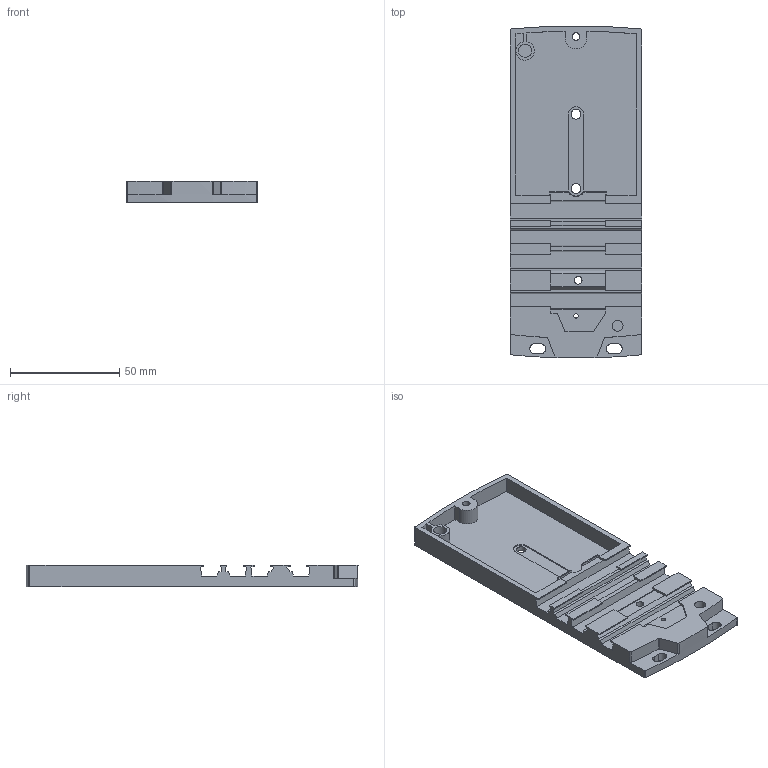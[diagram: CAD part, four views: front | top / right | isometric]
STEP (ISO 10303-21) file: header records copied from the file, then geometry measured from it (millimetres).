
FILE_DESCRIPTION(/* description */ ('Alibre Inc.'),/* implementation_level */ '2;1');
FILE_NAME(/* name */ 'export-7E7B7080-0FAC-4943-9D1B-BCBDC0AF8197',/* time_stamp */ '2019-07-01T10:08:36+02:00',/* author */ (''),/* organization */ (''),/* preprocessor_version */ 'ST-DEVELOPER v17',/* originating_system */ 'Alibre',/* authorisation */ '');
FILE_SCHEMA (('AUTOMOTIVE_DESIGN'));
Length unit declared in the file: centimetre
Bounding box: 60 x 151.82 x 10 mm (x, y, z)
Volume: 47058.1 mm3; surface area: 27359.4 mm2
Topology: 1 solids, 1 shells, 146 faces, 406 edges, 266 vertices
Faces by surface type: plane 112, cylinder 34
Full cylindrical faces by diameter (mm): 2 x1, 3.5 x2, 4.5 x2, 5 x1, 6 x1
Entity records: 4138 total; most frequent: ORIENTED_EDGE 794, CARTESIAN_POINT 717, DIRECTION 549, EDGE_CURVE 397, VECTOR 283, LINE 283, VERTEX_POINT 264, EDGE_LOOP 171
